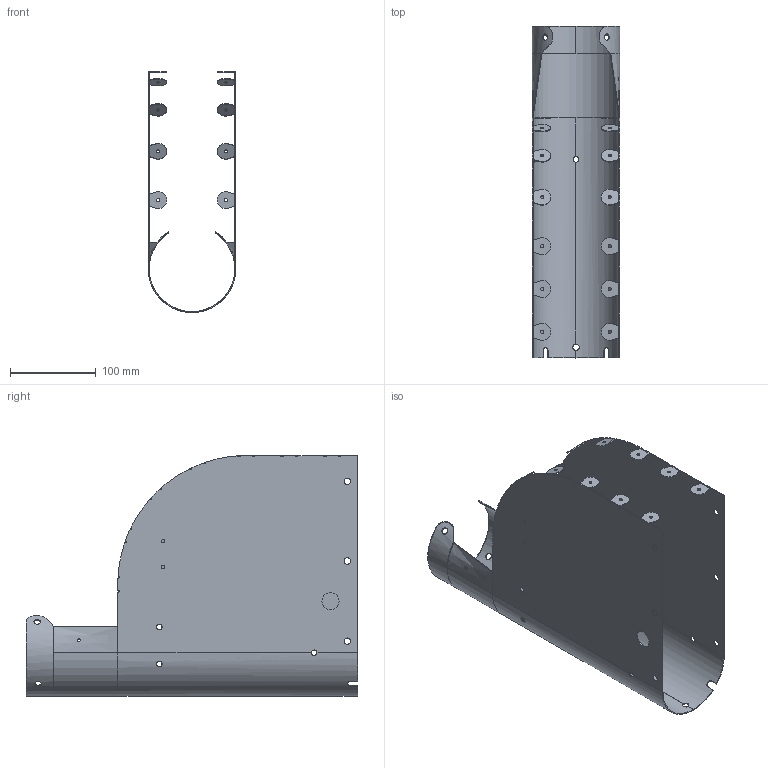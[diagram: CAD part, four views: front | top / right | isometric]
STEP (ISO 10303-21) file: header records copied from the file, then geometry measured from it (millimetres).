
FILE_DESCRIPTION(/* description */ ('VariCAD 2021-1.02 AP-214'),/* implementation_level */ '2;1');
FILE_NAME(/* name */ 'part-52_Shell_Back.stp',/* time_stamp */ '2022-06-12T18:31:35+02:00',/* author */ (''),/* organization */ (''),/* preprocessor_version */ 'VariCAD 2021-1.02',/* originating_system */ 'VariCAD 2021-1.02; kernel version (20180118)',/* authorisation */ '');
FILE_SCHEMA(('AUTOMOTIVE_DESIGN'));
Length unit declared in the file: millimetre
Products named in the file (4): part-52_Shell_Back
Assembly tree (3 placements, depth 2):
  part-52_Shell_Back
    (unnamed)
    (unnamed)
    (unnamed)
Bounding box: 102 x 387 x 281 mm (x, y, z)
Volume: 191092.3 mm3; surface area: 386385.9 mm2
Topology: 3 solids, 3 shells, 316 faces, 876 edges, 572 vertices
Faces by surface type: cylinder 172, plane 124, bspline 20
Entity records: 11870 total; most frequent: CARTESIAN_POINT 3473, ORIENTED_EDGE 1752, DIRECTION 1703, EDGE_CURVE 876, AXIS2_PLACEMENT_3D 618, VERTEX_POINT 572, LINE 467, VECTOR 467
